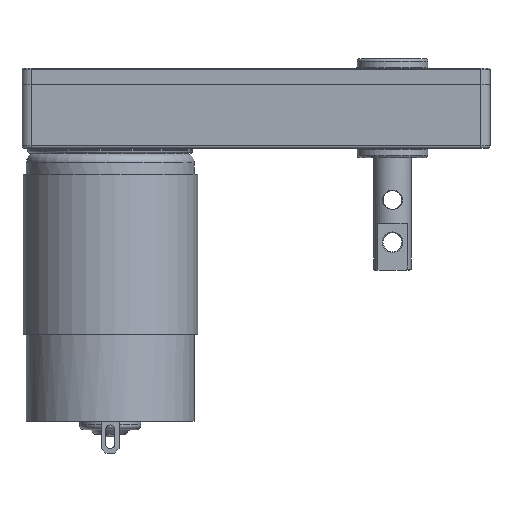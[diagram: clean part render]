
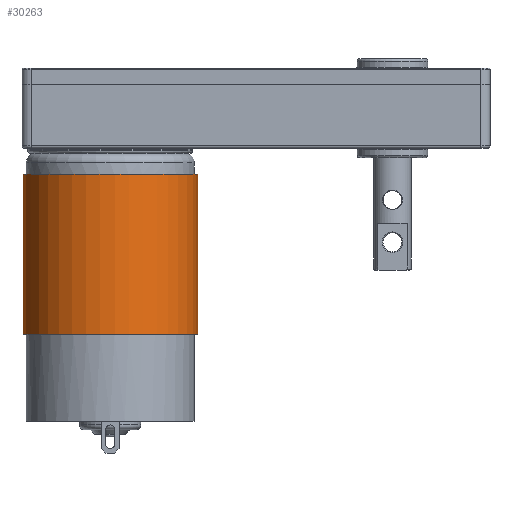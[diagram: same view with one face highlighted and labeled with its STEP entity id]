
A CAD part, front view. The second image highlights one B-rep face of the part: STEP entity #30263.
In plain terms, the highlighted cylindrical face has radius 18.6 mm (diameter 37.2 mm), a partial arc.
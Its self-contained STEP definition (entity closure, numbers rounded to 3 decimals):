
#28585=CARTESIAN_POINT('',(0.,0.,24.));
#28586=DIRECTION('',(0.,0.,-1.));
#28587=DIRECTION('',(1.,0.,0.));
#28588=AXIS2_PLACEMENT_3D('',#28585,#28586,#28587);
#28613=CARTESIAN_POINT('',(0.,0.,-10.));
#28614=DIRECTION('',(0.,0.,1.));
#28615=DIRECTION('',(-0.995,-0.105,0.));
#28616=AXIS2_PLACEMENT_3D('',#28613,#28614,#28615);
#28627=DIRECTION('',(0.,0.,1.));
#28628=VECTOR('',#28627,34.);
#28629=CARTESIAN_POINT('',(-18.498,-1.944,-10.));
#28630=LINE('',#28629,#28628);
#28631=DIRECTION('',(0.,0.,1.));
#28632=VECTOR('',#28631,34.);
#28633=CARTESIAN_POINT('',(18.6,0.,-10.));
#28634=LINE('',#28633,#28632);
#29763=CARTESIAN_POINT('',(18.6,0.,24.));
#29764=VERTEX_POINT('',#29763);
#29765=CARTESIAN_POINT('',(-18.498,-1.944,24.));
#29766=VERTEX_POINT('',#29765);
#29769=CARTESIAN_POINT('',(-18.498,-1.944,-10.));
#29770=VERTEX_POINT('',#29769);
#29771=CARTESIAN_POINT('',(18.6,0.,-10.));
#29772=VERTEX_POINT('',#29771);
#30251=CARTESIAN_POINT('',(0.,0.,-10.));
#30252=DIRECTION('',(0.,0.,1.));
#30253=DIRECTION('',(1.,0.,0.));
#30254=AXIS2_PLACEMENT_3D('',#30251,#30252,#30253);
#30255=CYLINDRICAL_SURFACE('',#30254,18.6);
#30256=ORIENTED_EDGE('',*,*,#30230,.F.);
#30257=ORIENTED_EDGE('',*,*,#30244,.T.);
#30258=ORIENTED_EDGE('',*,*,#30199,.F.);
#30260=ORIENTED_EDGE('',*,*,#30259,.F.);
#30261=EDGE_LOOP('',(#30256,#30257,#30258,#30260));
#30262=FACE_OUTER_BOUND('',#30261,.F.);
#28589=CIRCLE('',#28588,18.6);
#28617=CIRCLE('',#28616,18.6);
#30199=EDGE_CURVE('',#29764,#29766,#28589,.T.);
#30230=EDGE_CURVE('',#29770,#29772,#28617,.T.);
#30244=EDGE_CURVE('',#29770,#29766,#28630,.T.);
#30259=EDGE_CURVE('',#29772,#29764,#28634,.T.);
#30263=ADVANCED_FACE('',(#30262),#30255,.T.);
